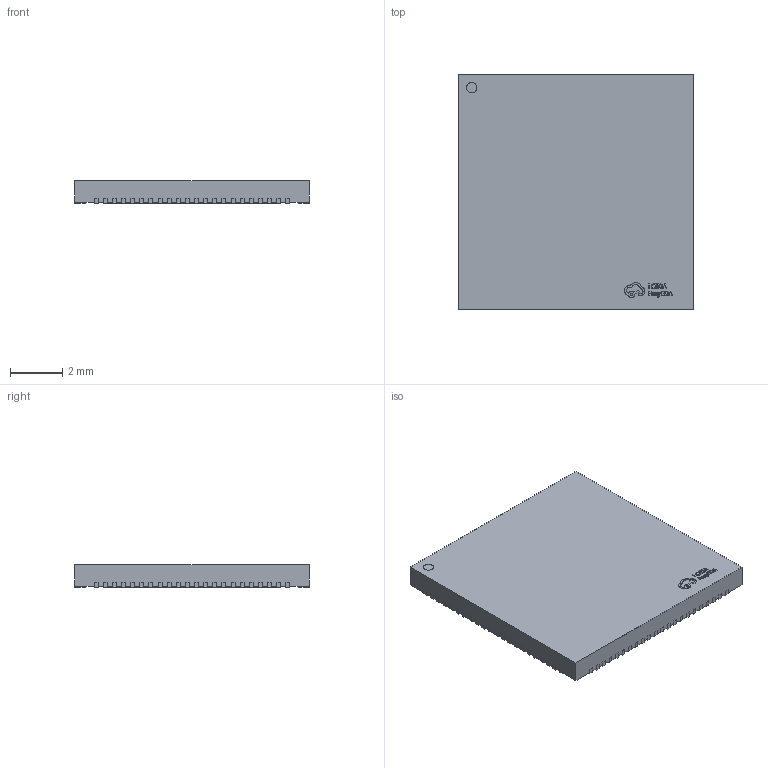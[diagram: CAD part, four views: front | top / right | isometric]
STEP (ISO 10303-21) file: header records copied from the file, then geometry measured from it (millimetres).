
FILE_DESCRIPTION (( 'STEP AP214' ), '1' );
FILE_NAME ('QFN-88_L9.0-W9.0-P0.35-TL-EP6.5.step', '2022-07-15T03:47:35', ( '' ), ( '' ), 'SwSTEP 2.0', 'SolidWorks 2020', '' );
FILE_SCHEMA (( 'AUTOMOTIVE_DESIGN' ));
Length unit declared in the file: millimetre
Products named in the file (1): QFN-88_L9.0-W9.0-P0.35-TL-EP6.5
Bounding box: 9 x 9 x 0.88 mm (x, y, z)
Volume: 69.6 mm3; surface area: 198.4 mm2
Topology: 14 solids, 14 shells, 855 faces, 2454 edges, 1636 vertices
Faces by surface type: plane 631, cylinder 112, bspline 112
Entity records: 37857 total; most frequent: CARTESIAN_POINT 7050, ORIENTED_EDGE 4908, DIRECTION 3938, EDGE_CURVE 2454, VECTOR 2002, LINE 2002, VERTEX_POINT 1636, AXIS2_PLACEMENT_3D 968
